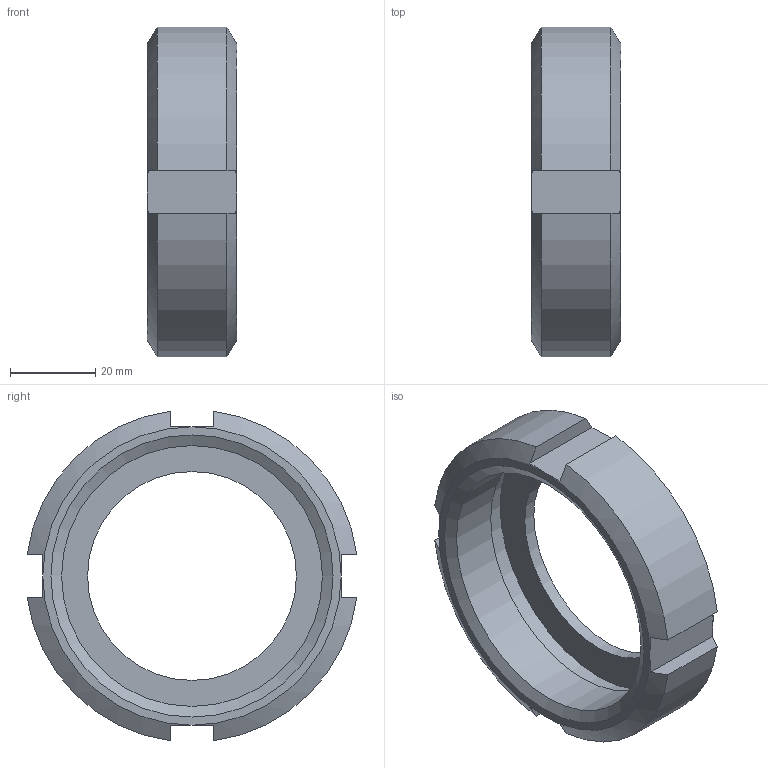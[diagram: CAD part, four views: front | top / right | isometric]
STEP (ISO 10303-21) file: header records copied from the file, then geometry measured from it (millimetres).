
FILE_DESCRIPTION((''),'2;1');
FILE_NAME('11000040x.stp','2010-08-02T14:10:46',('thilbrands'),(''),'Autodesk Inventor 2008','Autodesk Inventor 2008','');
FILE_SCHEMA(('AUTOMOTIVE_DESIGN { 1 0 10303 214 1 1 1 1 }'));
Length unit declared in the file: millimetre
Products named in the file (1): 110000106
Bounding box: 21 x 77.36 x 77.36 mm (x, y, z)
Volume: 34386 mm3; surface area: 14891.6 mm2
Topology: 1 solids, 1 shells, 32 faces, 76 edges, 47 vertices
Faces by surface type: plane 15, cone 10, cylinder 7
Full cylindrical faces by diameter (mm): 49 x1, 61.19 x1, 65.4 x1
Entity records: 888 total; most frequent: CARTESIAN_POINT 215, ORIENTED_EDGE 142, DIRECTION 128, EDGE_CURVE 71, AXIS2_PLACEMENT_3D 56, VERTEX_POINT 47, EDGE_LOOP 40, FACE_OUTER_BOUND 32
